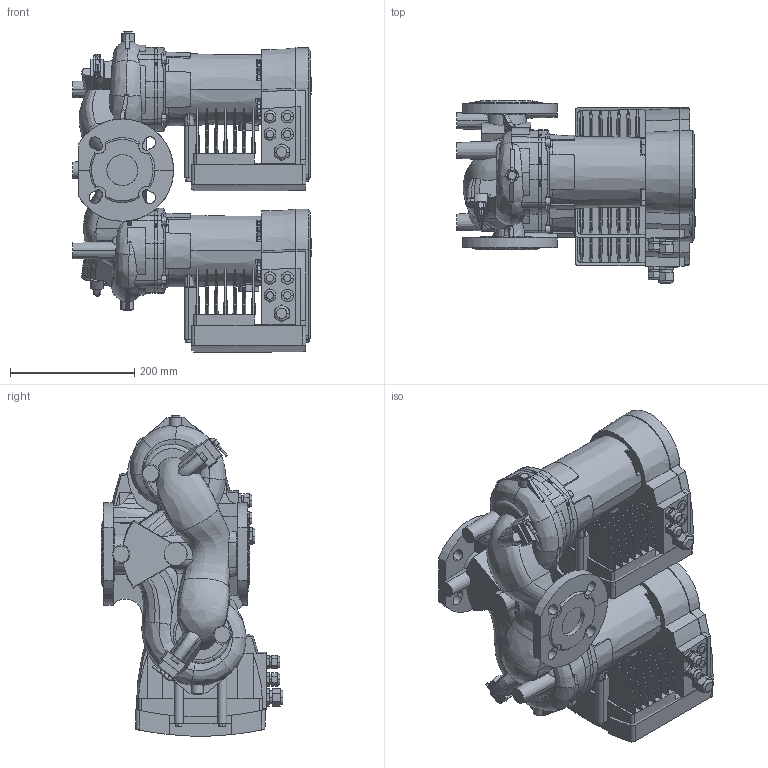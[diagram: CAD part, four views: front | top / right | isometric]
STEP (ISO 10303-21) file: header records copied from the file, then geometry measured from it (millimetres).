
FILE_DESCRIPTION (( 'STEP AP214' ), '1' );
FILE_NAME ('ModulA-D 50-6 240 RED.STEP', '2014-07-15T11:20:05', ( '' ), ( '' ), 'SwSTEP 2.0', 'SolidWorks 2011', '' );
FILE_SCHEMA (( 'AUTOMOTIVE_DESIGN' ));
Length unit declared in the file: millimetre
Products named in the file (1): ModulA-D 50-6 240 RED
Bounding box: 384.7 x 293 x 516.5 mm (x, y, z)
Volume: 18563271.2 mm3; surface area: 1698888.5 mm2
Topology: 23 solids, 25 shells, 2656 faces, 7119 edges, 4582 vertices
Faces by surface type: plane 970, bspline 768, cylinder 551, cone 283, torus 76, sphere 8
Entity records: 192363 total; most frequent: CARTESIAN_POINT 104357, ORIENTED_EDGE 14114, DIRECTION 9265, EDGE_CURVE 7057, VERTEX_POINT 4582, AXIS2_PLACEMENT_3D 3296, EDGE_LOOP 2819, UNCERTAINTY_MEASURE_WITH_UNIT 2681
